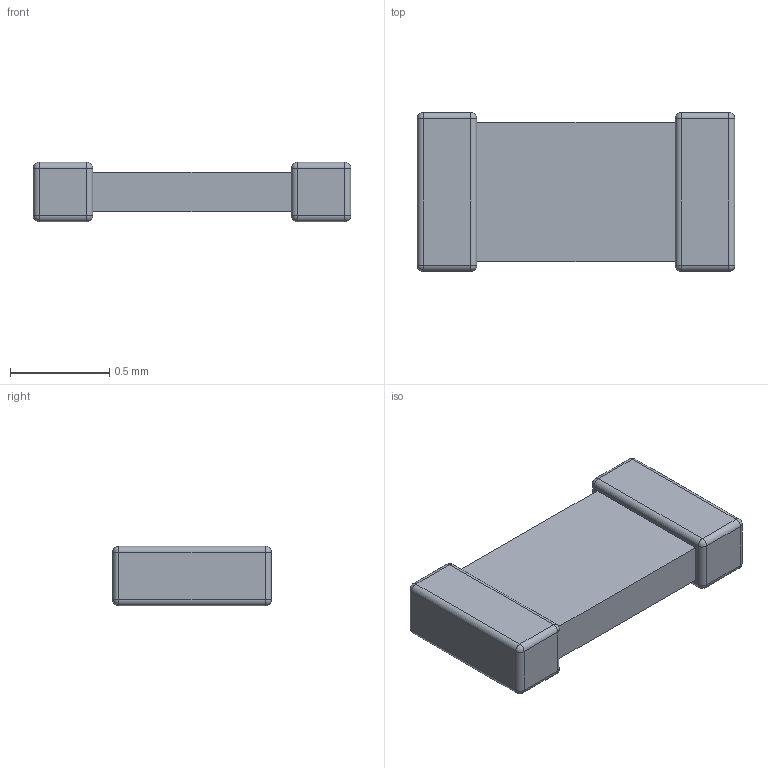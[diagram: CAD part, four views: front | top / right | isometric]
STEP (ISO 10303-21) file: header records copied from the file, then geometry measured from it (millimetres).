
FILE_DESCRIPTION (( 'STEP AP214' ), '1' );
FILE_NAME ('CC0603.STEP', '2011-07-12T06:39:44', ( '·L?¥Î?' ), ( '·L?¤¤?' ), 'SwSTEP 2.0', 'SolidWorks 2005204', '' );
FILE_SCHEMA (( 'AUTOMOTIVE_DESIGN' ));
Length unit declared in the file: millimetre
Products named in the file (1): CC0603
Bounding box: 1.6 x 0.8 x 0.3 mm (x, y, z)
Volume: 0.3 mm3; surface area: 3.7 mm2
Topology: 1 solids, 1 shells, 56 faces, 124 edges, 56 vertices
Faces by surface type: cylinder 24, plane 16, sphere 16
Entity records: 1575 total; most frequent: DIRECTION 270, CARTESIAN_POINT 221, ORIENTED_EDGE 216, EDGE_CURVE 108, AXIS2_PLACEMENT_3D 105, VECTOR 60, LINE 60, EDGE_LOOP 58
